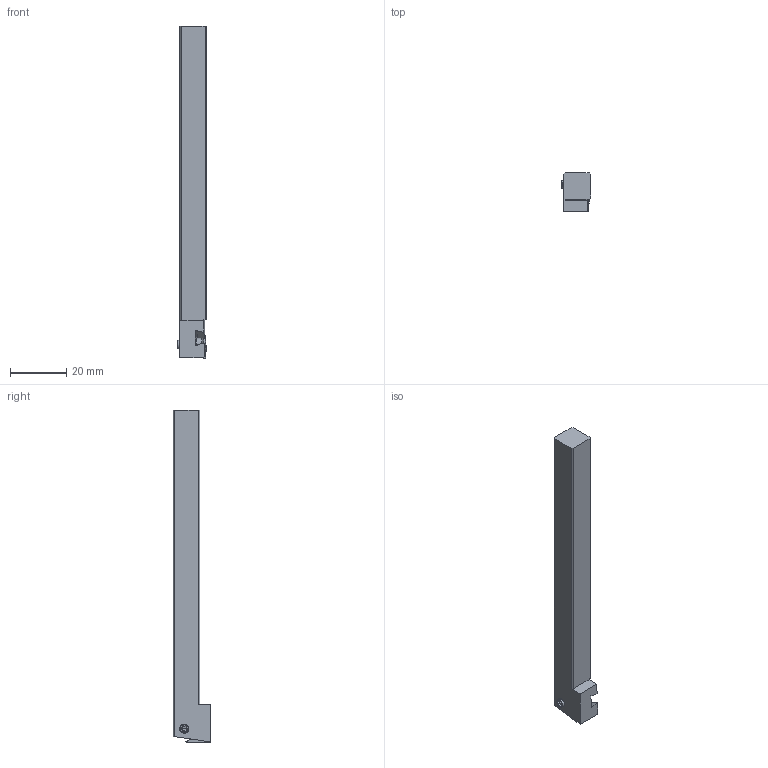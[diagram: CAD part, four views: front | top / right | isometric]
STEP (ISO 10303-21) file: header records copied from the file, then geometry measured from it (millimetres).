
FILE_DESCRIPTION(/* description */ (''),/* implementation_level */ '2;1');
FILE_NAME(/* name */ 'GTBHL-063.stp',/* time_stamp */ '2021-04-02T17:50:14+09:00',/* author */ (''),/* organization */ (''),/* preprocessor_version */ 'ST-DEVELOPER v16',/* originating_system */ 'SIEMENS PLM Software NX 10.0',/* authorisation */ '');
FILE_SCHEMA (('AUTOMOTIVE_DESIGN { 1 0 10303 214 3 1 1 1 }'));
Length unit declared in the file: millimetre
Products named in the file (1): GTBHL-063_ASM
Bounding box: 10.35 x 13.5 x 118.4 mm (x, y, z)
Volume: 10717.1 mm3; surface area: 4949.4 mm2
Topology: 2 solids, 2 shells, 94 faces, 272 edges, 184 vertices
Faces by surface type: plane 66, cylinder 20, cone 4, sphere 4
Entity records: 3338 total; most frequent: CARTESIAN_POINT 695, DIRECTION 547, ORIENTED_EDGE 536, EDGE_CURVE 268, AXIS2_PLACEMENT_3D 188, VERTEX_POINT 181, LINE 171, VECTOR 171
